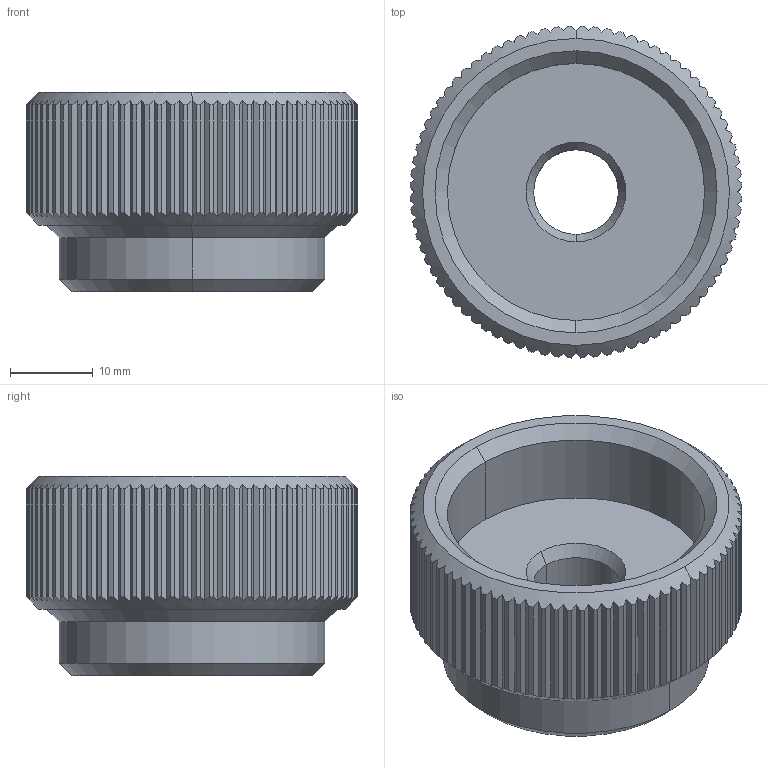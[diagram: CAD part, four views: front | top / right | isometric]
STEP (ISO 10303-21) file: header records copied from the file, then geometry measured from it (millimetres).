
FILE_DESCRIPTION(('STEP AP214'),'1');
FILE_NAME(' ',' ',('TraceParts'),('TraceParts S.A.'),'XStep 1.0',' ',' ');
FILE_SCHEMA(('automotive_design'));
Length unit declared in the file: millimetre
Products named in the file (1): 1
Bounding box: 39.99 x 39.99 x 24 mm (x, y, z)
Volume: 17156.5 mm3; surface area: 6489.7 mm2
Topology: 1 solids, 1 shells, 264 faces, 766 edges, 506 vertices
Faces by surface type: plane 164, cylinder 86, cone 14
Entity records: 16864 total; most frequent: CARTESIAN_POINT 2177, STYLED_ITEM 1537, PRESENTATION_STYLE_ASSIGNMENT 1537, COLOUR_RGB 1537, ORIENTED_EDGE 1532, DIRECTION 1162, EDGE_CURVE 766, CURVE_STYLE 766
